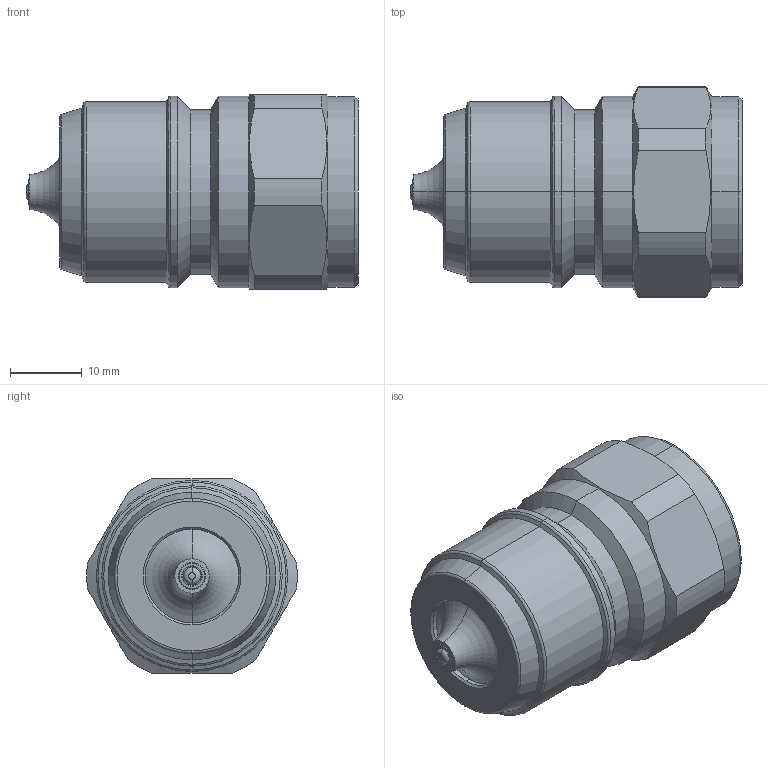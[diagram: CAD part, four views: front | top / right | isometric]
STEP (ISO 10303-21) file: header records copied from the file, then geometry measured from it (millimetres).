
FILE_DESCRIPTION (( 'STEP AP214' ), '1' );
FILE_NAME ('5021-QC.STEP', '2015-09-03T14:23:59', ( 'admin' ), ( 'Microsoft' ), 'SwSTEP 2.0', 'SolidWorks 2009', '' );
FILE_SCHEMA (( 'AUTOMOTIVE_DESIGN' ));
Length unit declared in the file: millimetre
Products named in the file (1): 5021-QC
Bounding box: 46.19 x 29.27 x 27 mm (x, y, z)
Volume: 17271.6 mm3; surface area: 5646.3 mm2
Topology: 1 solids, 1 shells, 69 faces, 150 edges, 88 vertices
Faces by surface type: cone 24, cylinder 22, plane 13, torus 10
Entity records: 2126 total; most frequent: CARTESIAN_POINT 444, DIRECTION 356, ORIENTED_EDGE 300, AXIS2_PLACEMENT_3D 152, EDGE_CURVE 150, VERTEX_POINT 88, CIRCLE 82, EDGE_LOOP 74
